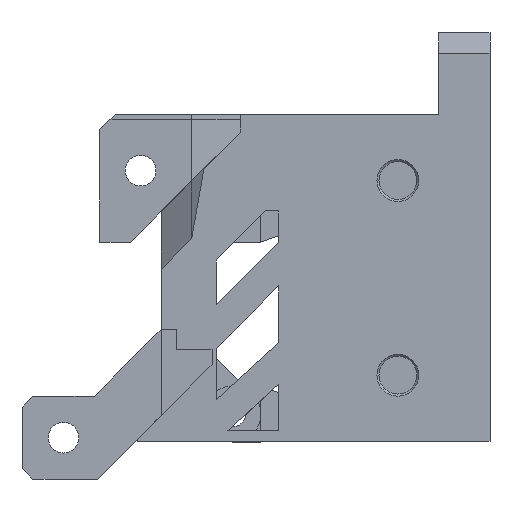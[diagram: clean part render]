
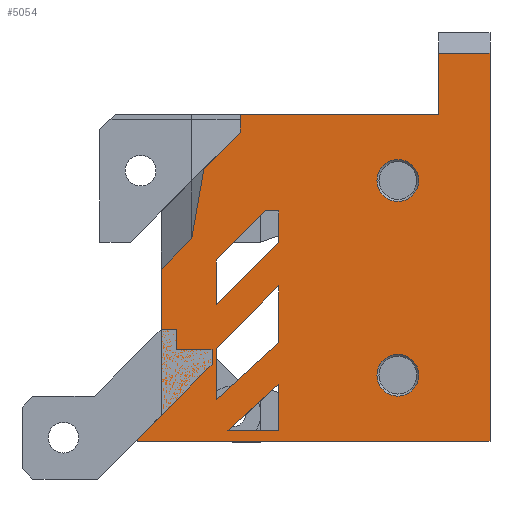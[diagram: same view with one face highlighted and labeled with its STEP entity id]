
A CAD part, left-side view. The second image highlights one B-rep face of the part: STEP entity #5054.
In plain terms, the highlighted planar face has unit normal (-1, 0, 0).
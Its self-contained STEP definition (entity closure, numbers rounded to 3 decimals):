
#180=FACE_BOUND('',#814,.T.);
#181=FACE_BOUND('',#815,.T.);
#182=FACE_BOUND('',#816,.T.);
#183=FACE_BOUND('',#817,.T.);
#184=FACE_BOUND('',#818,.T.);
#289=PLANE('',#5412);
#524=FACE_OUTER_BOUND('',#813,.T.);
#813=EDGE_LOOP('',(#3791,#3792,#3793,#3794,#3795,#3796,#3797,#3798,#3799,
#3800,#3801,#3802,#3803));
#814=EDGE_LOOP('',(#3804,#3805,#3806,#3807));
#815=EDGE_LOOP('',(#3808,#3809,#3810,#3811,#3812));
#816=EDGE_LOOP('',(#3813));
#817=EDGE_LOOP('',(#3814));
#818=EDGE_LOOP('',(#3815,#3816,#3817));
#1216=LINE('',#7285,#1797);
#1219=LINE('',#7291,#1800);
#1222=LINE('',#7297,#1803);
#1223=LINE('',#7299,#1804);
#1224=LINE('',#7301,#1805);
#1225=LINE('',#7303,#1806);
#1226=LINE('',#7305,#1807);
#1227=LINE('',#7307,#1808);
#1228=LINE('',#7309,#1809);
#1229=LINE('',#7311,#1810);
#1230=LINE('',#7313,#1811);
#1231=LINE('',#7315,#1812);
#1232=LINE('',#7316,#1813);
#1233=LINE('',#7319,#1814);
#1234=LINE('',#7321,#1815);
#1235=LINE('',#7323,#1816);
#1236=LINE('',#7324,#1817);
#1237=LINE('',#7327,#1818);
#1238=LINE('',#7329,#1819);
#1239=LINE('',#7331,#1820);
#1240=LINE('',#7333,#1821);
#1241=LINE('',#7334,#1822);
#1242=LINE('',#7341,#1823);
#1243=LINE('',#7343,#1824);
#1244=LINE('',#7344,#1825);
#1797=VECTOR('',#5968,10.);
#1800=VECTOR('',#5973,10.);
#1803=VECTOR('',#5978,10.);
#1804=VECTOR('',#5979,10.);
#1805=VECTOR('',#5980,10.);
#1806=VECTOR('',#5981,10.);
#1807=VECTOR('',#5982,10.);
#1808=VECTOR('',#5983,10.);
#1809=VECTOR('',#5984,10.);
#1810=VECTOR('',#5985,10.);
#1811=VECTOR('',#5986,10.);
#1812=VECTOR('',#5987,10.);
#1813=VECTOR('',#5988,10.);
#1814=VECTOR('',#5989,10.);
#1815=VECTOR('',#5990,10.);
#1816=VECTOR('',#5991,10.);
#1817=VECTOR('',#5992,10.);
#1818=VECTOR('',#5993,10.);
#1819=VECTOR('',#5994,10.);
#1820=VECTOR('',#5995,10.);
#1821=VECTOR('',#5996,10.);
#1822=VECTOR('',#5997,10.);
#1823=VECTOR('',#6002,10.);
#1824=VECTOR('',#6003,10.);
#1825=VECTOR('',#6004,10.);
#2261=CIRCLE('',#5413,2.05);
#2262=CIRCLE('',#5414,2.05);
#2414=VERTEX_POINT('',#7282);
#2415=VERTEX_POINT('',#7284);
#2417=VERTEX_POINT('',#7290);
#2419=VERTEX_POINT('',#7296);
#2420=VERTEX_POINT('',#7298);
#2421=VERTEX_POINT('',#7300);
#2422=VERTEX_POINT('',#7302);
#2423=VERTEX_POINT('',#7304);
#2424=VERTEX_POINT('',#7306);
#2425=VERTEX_POINT('',#7308);
#2426=VERTEX_POINT('',#7310);
#2427=VERTEX_POINT('',#7312);
#2428=VERTEX_POINT('',#7314);
#2429=VERTEX_POINT('',#7317);
#2430=VERTEX_POINT('',#7318);
#2431=VERTEX_POINT('',#7320);
#2432=VERTEX_POINT('',#7322);
#2433=VERTEX_POINT('',#7325);
#2434=VERTEX_POINT('',#7326);
#2435=VERTEX_POINT('',#7328);
#2436=VERTEX_POINT('',#7330);
#2437=VERTEX_POINT('',#7332);
#2438=VERTEX_POINT('',#7335);
#2439=VERTEX_POINT('',#7337);
#2440=VERTEX_POINT('',#7339);
#2441=VERTEX_POINT('',#7340);
#2442=VERTEX_POINT('',#7342);
#2931=EDGE_CURVE('',#2415,#2414,#1216,.T.);
#2934=EDGE_CURVE('',#2417,#2415,#1219,.T.);
#2937=EDGE_CURVE('',#2414,#2419,#1222,.T.);
#2938=EDGE_CURVE('',#2419,#2420,#1223,.T.);
#2939=EDGE_CURVE('',#2420,#2421,#1224,.T.);
#2940=EDGE_CURVE('',#2421,#2422,#1225,.T.);
#2941=EDGE_CURVE('',#2422,#2423,#1226,.T.);
#2942=EDGE_CURVE('',#2423,#2424,#1227,.T.);
#2943=EDGE_CURVE('',#2424,#2425,#1228,.T.);
#2944=EDGE_CURVE('',#2426,#2425,#1229,.T.);
#2945=EDGE_CURVE('',#2427,#2426,#1230,.T.);
#2946=EDGE_CURVE('',#2427,#2428,#1231,.T.);
#2947=EDGE_CURVE('',#2417,#2428,#1232,.T.);
#2948=EDGE_CURVE('',#2429,#2430,#1233,.T.);
#2949=EDGE_CURVE('',#2430,#2431,#1234,.T.);
#2950=EDGE_CURVE('',#2431,#2432,#1235,.T.);
#2951=EDGE_CURVE('',#2432,#2429,#1236,.T.);
#2952=EDGE_CURVE('',#2433,#2434,#1237,.T.);
#2953=EDGE_CURVE('',#2434,#2435,#1238,.T.);
#2954=EDGE_CURVE('',#2435,#2436,#1239,.T.);
#2955=EDGE_CURVE('',#2436,#2437,#1240,.T.);
#2956=EDGE_CURVE('',#2437,#2433,#1241,.T.);
#2957=EDGE_CURVE('',#2438,#2438,#2261,.T.);
#2958=EDGE_CURVE('',#2439,#2439,#2262,.T.);
#2959=EDGE_CURVE('',#2440,#2441,#1242,.T.);
#2960=EDGE_CURVE('',#2441,#2442,#1243,.T.);
#2961=EDGE_CURVE('',#2442,#2440,#1244,.T.);
#3791=ORIENTED_EDGE('',*,*,#2934,.T.);
#3792=ORIENTED_EDGE('',*,*,#2931,.T.);
#3793=ORIENTED_EDGE('',*,*,#2937,.T.);
#3794=ORIENTED_EDGE('',*,*,#2938,.T.);
#3795=ORIENTED_EDGE('',*,*,#2939,.T.);
#3796=ORIENTED_EDGE('',*,*,#2940,.T.);
#3797=ORIENTED_EDGE('',*,*,#2941,.T.);
#3798=ORIENTED_EDGE('',*,*,#2942,.T.);
#3799=ORIENTED_EDGE('',*,*,#2943,.T.);
#3800=ORIENTED_EDGE('',*,*,#2944,.F.);
#3801=ORIENTED_EDGE('',*,*,#2945,.F.);
#3802=ORIENTED_EDGE('',*,*,#2946,.T.);
#3803=ORIENTED_EDGE('',*,*,#2947,.F.);
#3804=ORIENTED_EDGE('',*,*,#2948,.T.);
#3805=ORIENTED_EDGE('',*,*,#2949,.T.);
#3806=ORIENTED_EDGE('',*,*,#2950,.T.);
#3807=ORIENTED_EDGE('',*,*,#2951,.T.);
#3808=ORIENTED_EDGE('',*,*,#2952,.T.);
#3809=ORIENTED_EDGE('',*,*,#2953,.T.);
#3810=ORIENTED_EDGE('',*,*,#2954,.T.);
#3811=ORIENTED_EDGE('',*,*,#2955,.T.);
#3812=ORIENTED_EDGE('',*,*,#2956,.T.);
#3813=ORIENTED_EDGE('',*,*,#2957,.F.);
#3814=ORIENTED_EDGE('',*,*,#2958,.F.);
#3815=ORIENTED_EDGE('',*,*,#2959,.T.);
#3816=ORIENTED_EDGE('',*,*,#2960,.T.);
#3817=ORIENTED_EDGE('',*,*,#2961,.T.);
#5054=ADVANCED_FACE('',(#524,#180,#181,#182,#183,#184),#289,.T.);
#5412=AXIS2_PLACEMENT_3D('',#7295,#5976,#5977);
#5413=AXIS2_PLACEMENT_3D('',#7336,#5998,#5999);
#5414=AXIS2_PLACEMENT_3D('',#7338,#6000,#6001);
#5968=DIRECTION('',(0.,1.,0.));
#5973=DIRECTION('',(0.,0.,-1.));
#5976=DIRECTION('center_axis',(-1.,0.,0.));
#5977=DIRECTION('ref_axis',(0.,0.,-1.));
#5978=DIRECTION('',(0.,-0.928,-0.371));
#5979=DIRECTION('',(0.,0.,-1.));
#5980=DIRECTION('',(0.,0.707,-0.707));
#5981=DIRECTION('',(0.,0.,-1.));
#5982=DIRECTION('',(0.,0.707,-0.707));
#5983=DIRECTION('',(0.,0.,-1.));
#5984=DIRECTION('',(0.,-1.,0.));
#5985=DIRECTION('',(0.,0.,-1.));
#5986=DIRECTION('',(0.,-1.,0.));
#5987=DIRECTION('',(0.,0.,-1.));
#5988=DIRECTION('',(0.,-1.,0.));
#5989=DIRECTION('',(0.,-0.707,0.707));
#5990=DIRECTION('',(0.,0.,-1.));
#5991=DIRECTION('',(0.,0.737,-0.676));
#5992=DIRECTION('',(0.,0.,1.));
#5993=DIRECTION('',(0.,0.,1.));
#5994=DIRECTION('',(0.,-0.707,0.707));
#5995=DIRECTION('',(0.,-1.,0.));
#5996=DIRECTION('',(0.,0.,-1.));
#5997=DIRECTION('',(0.,0.707,-0.707));
#5998=DIRECTION('center_axis',(-1.,0.,0.));
#5999=DIRECTION('ref_axis',(0.,-1.,0.));
#6000=DIRECTION('center_axis',(-1.,0.,0.));
#6001=DIRECTION('ref_axis',(0.,-1.,0.));
#6002=DIRECTION('',(0.,-0.737,0.676));
#6003=DIRECTION('',(0.,0.,-1.));
#6004=DIRECTION('',(0.,1.,0.));
#7282=CARTESIAN_POINT('',(-20.,-0.276,5.5));
#7284=CARTESIAN_POINT('',(-20.,-1.3,5.5));
#7285=CARTESIAN_POINT('',(-20.,0.,5.5));
#7290=CARTESIAN_POINT('',(-20.,-1.3,6.));
#7291=CARTESIAN_POINT('',(-20.,-1.3,-2.));
#7295=CARTESIAN_POINT('Origin',(-20.,0.,6.));
#7296=CARTESIAN_POINT('',(-20.,-5.276,3.5));
#7297=CARTESIAN_POINT('',(-20.,-2.571,4.582));
#7298=CARTESIAN_POINT('',(-20.,-5.276,-0.5));
#7299=CARTESIAN_POINT('',(-20.,-5.276,2.75));
#7300=CARTESIAN_POINT('',(-20.,-2.276,-3.5));
#7301=CARTESIAN_POINT('',(-20.,-4.082,-1.694));
#7302=CARTESIAN_POINT('',(-20.,-2.276,-23.527));
#7303=CARTESIAN_POINT('',(-20.,-2.276,-8.763));
#7304=CARTESIAN_POINT('',(-20.,0.,-25.803));
#7305=CARTESIAN_POINT('',(-20.,-6.089,-19.714));
#7306=CARTESIAN_POINT('',(-20.,0.,-26.));
#7307=CARTESIAN_POINT('',(-20.,0.,6.));
#7308=CARTESIAN_POINT('',(-20.,-34.5,-26.));
#7309=CARTESIAN_POINT('',(-20.,0.,-26.));
#7310=CARTESIAN_POINT('',(-20.,-34.5,12.));
#7311=CARTESIAN_POINT('',(-20.,-34.5,14.));
#7312=CARTESIAN_POINT('',(-20.,-29.5,12.));
#7313=CARTESIAN_POINT('',(-20.,-14.75,12.));
#7314=CARTESIAN_POINT('',(-20.,-29.5,6.));
#7315=CARTESIAN_POINT('',(-20.,-29.5,14.));
#7316=CARTESIAN_POINT('',(-20.,0.,6.));
#7317=CARTESIAN_POINT('',(-20.,-7.7,-16.893));
#7318=CARTESIAN_POINT('',(-20.,-13.8,-10.793));
#7319=CARTESIAN_POINT('',(-20.,-14.548,-10.044));
#7320=CARTESIAN_POINT('',(-20.,-13.8,-16.347));
#7321=CARTESIAN_POINT('',(-20.,-13.8,-5.174));
#7322=CARTESIAN_POINT('',(-20.,-7.7,-21.939));
#7323=CARTESIAN_POINT('',(-20.,-12.566,-17.478));
#7324=CARTESIAN_POINT('',(-20.,-7.7,-5.446));
#7325=CARTESIAN_POINT('',(-20.,-7.7,-12.65));
#7326=CARTESIAN_POINT('',(-20.,-7.7,-8.25));
#7327=CARTESIAN_POINT('',(-20.,-7.7,-1.125));
#7328=CARTESIAN_POINT('',(-20.,-12.5,-3.45));
#7329=CARTESIAN_POINT('',(-20.,-11.738,-4.212));
#7330=CARTESIAN_POINT('',(-20.,-13.8,-3.45));
#7331=CARTESIAN_POINT('',(-20.,-6.9,-3.45));
#7332=CARTESIAN_POINT('',(-20.,-13.8,-6.55));
#7333=CARTESIAN_POINT('',(-20.,-13.8,-0.275));
#7334=CARTESIAN_POINT('',(-20.,-10.438,-9.912));
#7335=CARTESIAN_POINT('',(-20.,-23.425,-19.535));
#7336=CARTESIAN_POINT('Origin',(-20.,-25.475,-19.535));
#7337=CARTESIAN_POINT('',(-20.,-23.425,-0.465));
#7338=CARTESIAN_POINT('Origin',(-20.,-25.475,-0.465));
#7339=CARTESIAN_POINT('',(-20.,-8.8,-25.));
#7340=CARTESIAN_POINT('',(-20.,-13.8,-20.417));
#7341=CARTESIAN_POINT('',(-20.,-16.63,-17.823));
#7342=CARTESIAN_POINT('',(-20.,-13.8,-25.));
#7343=CARTESIAN_POINT('',(-20.,-13.8,-9.5));
#7344=CARTESIAN_POINT('',(-20.,-4.4,-25.));
